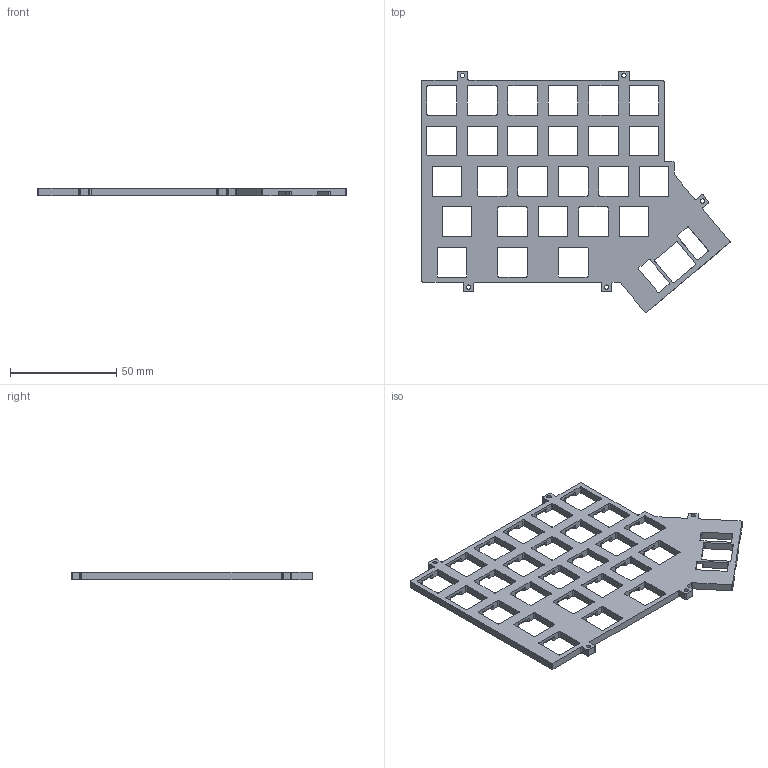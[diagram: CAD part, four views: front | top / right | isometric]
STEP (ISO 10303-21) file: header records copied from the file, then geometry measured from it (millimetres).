
FILE_DESCRIPTION(/* description */ (''),/* implementation_level */ '2;1');
FILE_NAME(/* name */ 'plate.step',/* time_stamp */ '2021-07-09T15:39:34+02:00',/* author */ (''),/* organization */ (''),/* preprocessor_version */ 'ST-DEVELOPER v18.1',/* originating_system */ 'Autodesk Translation Framework v10.9.0.1377',/* authorisation */ '');
FILE_SCHEMA (('AUTOMOTIVE_DESIGN { 1 0 10303 214 3 1 1 }'));
Length unit declared in the file: millimetre
Products named in the file (2): GameHand_shellcase; Plate
Assembly tree (1 placements, depth 2):
  GameHand_shellcase
    Plate
Bounding box: 145.27 x 113.7 x 3.5 mm (x, y, z)
Volume: 21840.7 mm3; surface area: 20872.8 mm2
Topology: 1 solids, 1 shells, 741 faces, 2224 edges, 1482 vertices
Faces by surface type: cylinder 372, plane 369
Full cylindrical faces by diameter (mm): 2 x5
Entity records: 25410 total; most frequent: DIRECTION 4457, CARTESIAN_POINT 4450, ORIENTED_EDGE 4448, EDGE_CURVE 2224, AXIS2_PLACEMENT_3D 1489, VERTEX_POINT 1482, LINE 1479, VECTOR 1479
